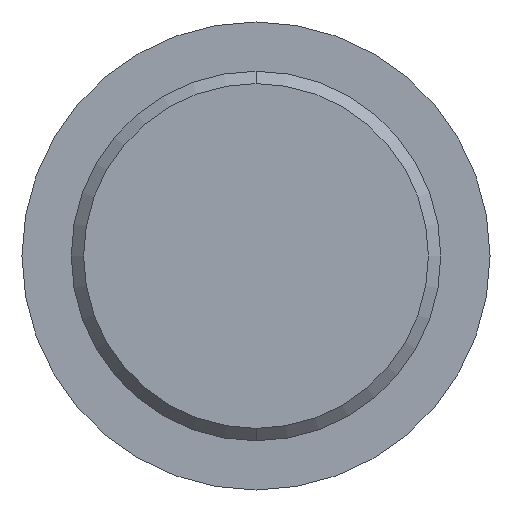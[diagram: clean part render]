
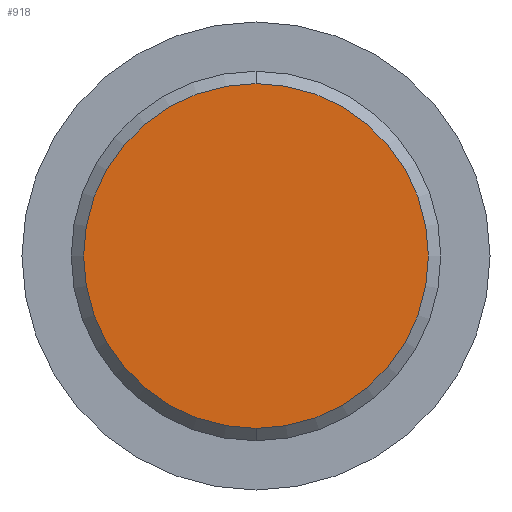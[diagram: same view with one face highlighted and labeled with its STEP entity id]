
A CAD part, front view. The second image highlights one B-rep face of the part: STEP entity #918.
In plain terms, the highlighted planar face has unit normal (0, -1, 0).
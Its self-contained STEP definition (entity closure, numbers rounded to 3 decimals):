
#51 = DIRECTION ( 'NONE',  ( 0., 1., 0. ) ) ;
#177 = PLANE ( 'NONE',  #1519 ) ;
#212 = AXIS2_PLACEMENT_3D ( 'NONE', #1611, #954, #573 ) ;
#299 = CIRCLE ( 'NONE', #212, 2.8 ) ;
#393 = DIRECTION ( 'NONE',  ( 0., 0., 1. ) ) ;
#573 = DIRECTION ( 'NONE',  ( 0., 0., 1. ) ) ;
#817 = CARTESIAN_POINT ( 'NONE',  ( 0., 0., 0. ) ) ;
#832 = EDGE_CURVE ( 'NONE', #1039, #1091, #299, .T. ) ;
#915 = EDGE_LOOP ( 'NONE', ( #1087, #1467 ) ) ;
#918 = ADVANCED_FACE ( 'NONE', ( #1659 ), #177, .F. ) ;
#954 = DIRECTION ( 'NONE',  ( 0., -1., 0. ) ) ;
#973 = AXIS2_PLACEMENT_3D ( 'NONE', #817, #1180, #393 ) ;
#1039 = VERTEX_POINT ( 'NONE', #1555 ) ;
#1087 = ORIENTED_EDGE ( 'NONE', *, *, #832, .T. ) ;
#1091 = VERTEX_POINT ( 'NONE', #1298 ) ;
#1180 = DIRECTION ( 'NONE',  ( 0., -1., 0. ) ) ;
#1298 = CARTESIAN_POINT ( 'NONE',  ( 0., 0., -2.8 ) ) ;
#1380 = CARTESIAN_POINT ( 'NONE',  ( 0., 0., 0. ) ) ;
#1467 = ORIENTED_EDGE ( 'NONE', *, *, #1588, .T. ) ;
#1514 = DIRECTION ( 'NONE',  ( 0., 0., 1. ) ) ;
#1519 = AXIS2_PLACEMENT_3D ( 'NONE', #1380, #51, #1514 ) ;
#1555 = CARTESIAN_POINT ( 'NONE',  ( 0., 0., 2.8 ) ) ;
#1560 = CIRCLE ( 'NONE', #973, 2.8 ) ;
#1588 = EDGE_CURVE ( 'NONE', #1091, #1039, #1560, .T. ) ;
#1611 = CARTESIAN_POINT ( 'NONE',  ( 0., 0., 0. ) ) ;
#1659 = FACE_OUTER_BOUND ( 'NONE', #915, .T. ) ;
